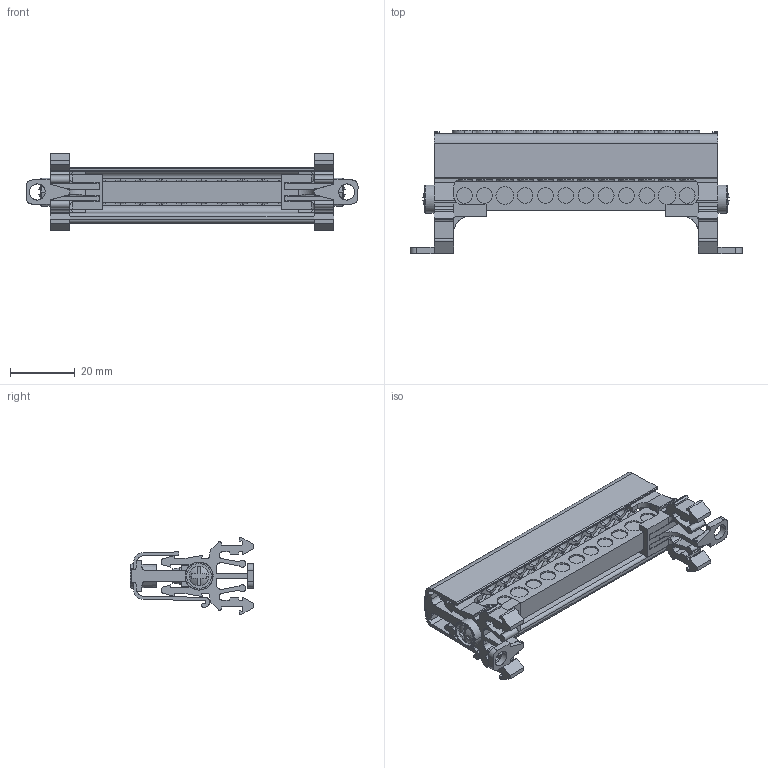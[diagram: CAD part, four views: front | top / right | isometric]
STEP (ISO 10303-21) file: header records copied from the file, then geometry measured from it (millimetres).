
FILE_DESCRIPTION (( 'STEP AP203' ), '1' );
FILE_NAME ('6,5x9 Tek Kutuplu Daðýtýcý Ünite - 12 Delikli.STEP', '2019-02-20T11:36:12', ( '' ), ( '' ), 'SwSTEP 2.0', 'SolidWorks 2011', '' );
FILE_SCHEMA (( 'CONFIG_CONTROL_DESIGN' ));
Products named in the file (1): 6,5x9 Tek Kutuplu Daðýtýcý Ünite - 12 Delikli
Bounding box: 102.38 x 38 x 24 mm (x, y, z)
Volume: 15293.7 mm3; surface area: 19985.9 mm2
Topology: 1 solids, 4 shells, 1003 faces, 2862 edges, 1907 vertices
Faces by surface type: plane 498, cylinder 266, bspline 107, cone 96, torus 36
Entity records: 44671 total; most frequent: CARTESIAN_POINT 21038, ORIENTED_EDGE 5724, DIRECTION 3599, EDGE_CURVE 2862, VERTEX_POINT 1907, LINE 1351, VECTOR 1351, B_SPLINE_CURVE_WITH_KNOTS 1284
